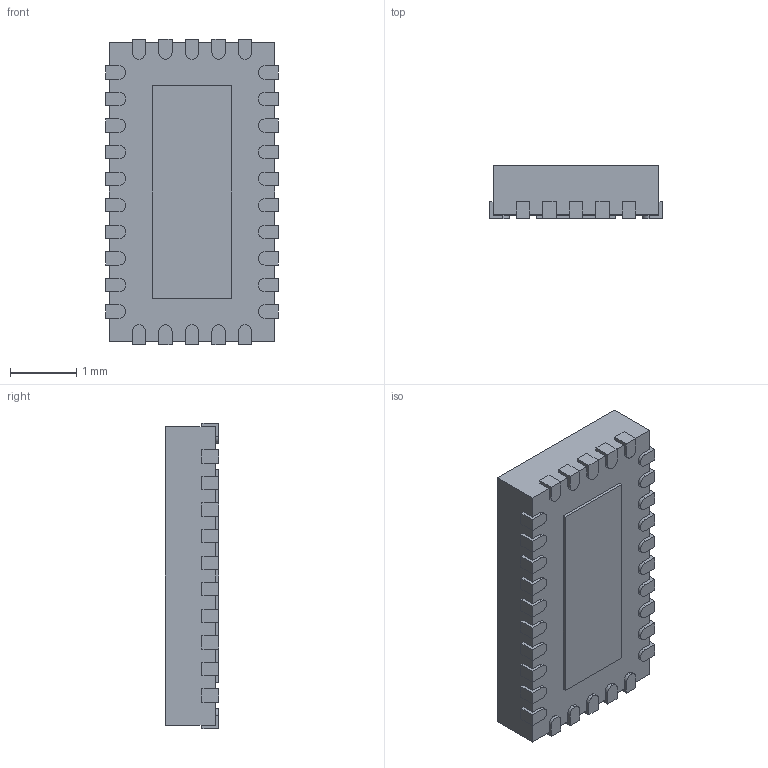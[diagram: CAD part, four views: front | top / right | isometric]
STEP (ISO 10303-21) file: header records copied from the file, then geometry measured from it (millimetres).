
FILE_DESCRIPTION (( 'STEP AP214' ), '1' );
FILE_NAME ( 'QFN31P40_250X450X80L30X20T120X320.STEP', '2021-06-11T19:11:45', ( '' ), ( '' ), '', '©2017 PCB Libraries, Inc.', '' );
FILE_SCHEMA (( 'AUTOMOTIVE_DESIGN' ));
Length unit declared in the file: millimetre
Products named in the file (1): QFN31P40_250X450X80L30X20T120X320
Bounding box: 2.6 x 0.8 x 4.6 mm (x, y, z)
Volume: 8.8 mm3; surface area: 48.9 mm2
Topology: 32 solids, 32 shells, 285 faces, 660 edges, 440 vertices
Faces by surface type: plane 223, cylinder 60, torus 2
Entity records: 9189 total; most frequent: CARTESIAN_POINT 1386, DIRECTION 1358, ORIENTED_EDGE 1320, EDGE_CURVE 660, VECTOR 534, LINE 534, VERTEX_POINT 440, AXIS2_PLACEMENT_3D 412
